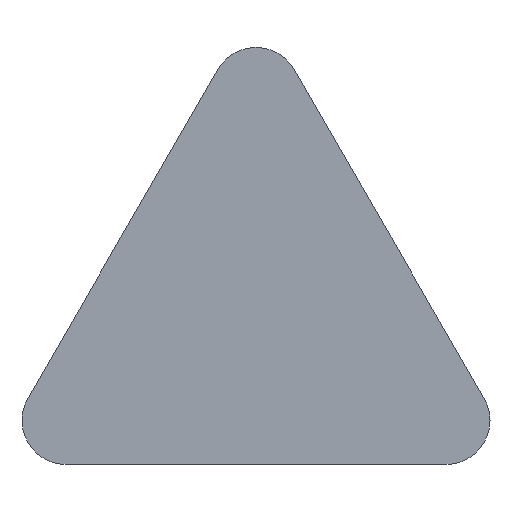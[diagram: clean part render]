
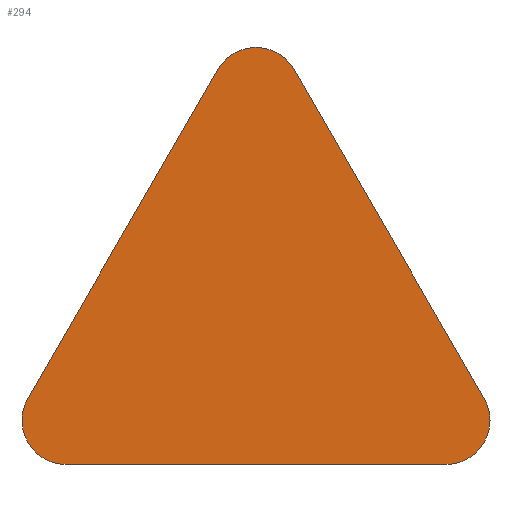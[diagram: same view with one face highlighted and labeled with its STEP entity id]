
A CAD part, top view. The second image highlights one B-rep face of the part: STEP entity #294.
In plain terms, the highlighted planar face has unit normal (0, 0, 1).
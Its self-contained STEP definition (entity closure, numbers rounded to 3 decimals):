
#19=DIRECTION('',(0.5,0.866,0.));
#20=VECTOR('',#19,6.875);
#21=CARTESIAN_POINT('',(-4.13,-1.585,0.));
#22=LINE('',#21,#20);
#27=CARTESIAN_POINT('',(0.,3.969,0.));
#28=DIRECTION('',(0.,0.,-1.));
#29=DIRECTION('',(-0.866,0.5,0.));
#30=AXIS2_PLACEMENT_3D('',#27,#28,#29);
#35=DIRECTION('',(0.5,-0.866,0.));
#36=VECTOR('',#35,6.875);
#37=CARTESIAN_POINT('',(0.693,4.369,0.));
#38=LINE('',#37,#36);
#42=CARTESIAN_POINT('',(3.437,-1.985,0.));
#43=DIRECTION('',(0.,0.,-1.));
#44=DIRECTION('',(0.866,0.5,0.));
#45=AXIS2_PLACEMENT_3D('',#42,#43,#44);
#50=DIRECTION('',(-1.,0.,0.));
#51=VECTOR('',#50,6.875);
#52=CARTESIAN_POINT('',(3.437,-2.785,0.));
#53=LINE('',#52,#51);
#57=CARTESIAN_POINT('',(-3.437,-1.985,0.));
#58=DIRECTION('',(0.,0.,-1.));
#59=DIRECTION('',(0.,-1.,0.));
#60=AXIS2_PLACEMENT_3D('',#57,#58,#59);
#239=CARTESIAN_POINT('',(-4.13,-1.585,0.));
#240=CARTESIAN_POINT('',(-0.693,4.369,0.));
#241=VERTEX_POINT('',#239);
#242=VERTEX_POINT('',#240);
#243=CARTESIAN_POINT('',(-3.437,-2.785,0.));
#244=VERTEX_POINT('',#243);
#245=CARTESIAN_POINT('',(3.437,-2.785,0.));
#246=VERTEX_POINT('',#245);
#247=CARTESIAN_POINT('',(4.13,-1.585,0.));
#248=VERTEX_POINT('',#247);
#249=CARTESIAN_POINT('',(0.693,4.369,0.));
#250=VERTEX_POINT('',#249);
#275=CARTESIAN_POINT('',(0.,0.,0.));
#276=DIRECTION('',(0.,0.,1.));
#277=DIRECTION('',(1.,0.,0.));
#278=AXIS2_PLACEMENT_3D('',#275,#276,#277);
#279=PLANE('',#278);
#281=ORIENTED_EDGE('',*,*,#280,.T.);
#283=ORIENTED_EDGE('',*,*,#282,.T.);
#285=ORIENTED_EDGE('',*,*,#284,.T.);
#287=ORIENTED_EDGE('',*,*,#286,.T.);
#289=ORIENTED_EDGE('',*,*,#288,.T.);
#291=ORIENTED_EDGE('',*,*,#290,.T.);
#292=EDGE_LOOP('',(#281,#283,#285,#287,#289,#291));
#293=FACE_OUTER_BOUND('',#292,.F.);
#31=CIRCLE('',#30,0.8);
#46=CIRCLE('',#45,0.8);
#61=CIRCLE('',#60,0.8);
#280=EDGE_CURVE('',#241,#242,#22,.T.);
#282=EDGE_CURVE('',#242,#250,#31,.T.);
#284=EDGE_CURVE('',#250,#248,#38,.T.);
#286=EDGE_CURVE('',#248,#246,#46,.T.);
#288=EDGE_CURVE('',#246,#244,#53,.T.);
#290=EDGE_CURVE('',#244,#241,#61,.T.);
#294=ADVANCED_FACE('',(#293),#279,.T.);
